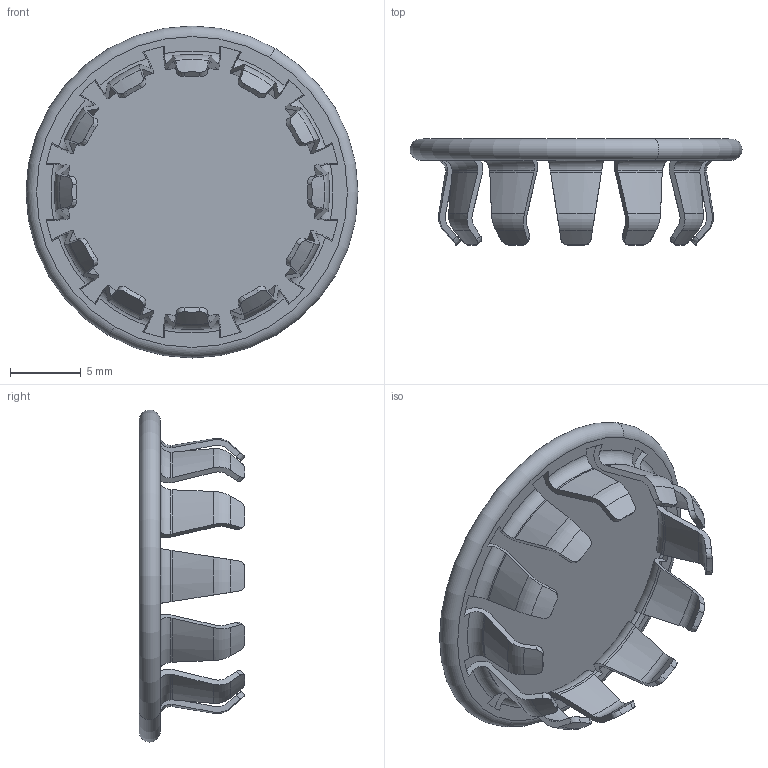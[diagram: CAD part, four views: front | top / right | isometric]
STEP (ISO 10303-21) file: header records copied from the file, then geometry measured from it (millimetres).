
FILE_DESCRIPTION (( 'STEP AP203' ), '1' );
FILE_NAME ('sone3D.STEP', '2017-08-10T07:07:05', ( '' ), ( '' ), 'SwSTEP 2.0', 'SolidWorks 2014', '' );
FILE_SCHEMA (( 'CONFIG_CONTROL_DESIGN' ));
Length unit declared in the file: millimetre
Products named in the file (1): sone3D
Bounding box: 23.5 x 7.5 x 23.5 mm (x, y, z)
Volume: 326.7 mm3; surface area: 1724.2 mm2
Topology: 1 solids, 1 shells, 200 faces, 588 edges, 392 vertices
Faces by surface type: torus 76, cone 60, plane 28, bspline 24, cylinder 12
Entity records: 7945 total; most frequent: CARTESIAN_POINT 3197, ORIENTED_EDGE 1176, DIRECTION 762, EDGE_CURVE 588, VERTEX_POINT 392, AXIS2_PLACEMENT_3D 357, B_SPLINE_CURVE_WITH_KNOTS 336, EDGE_LOOP 202
